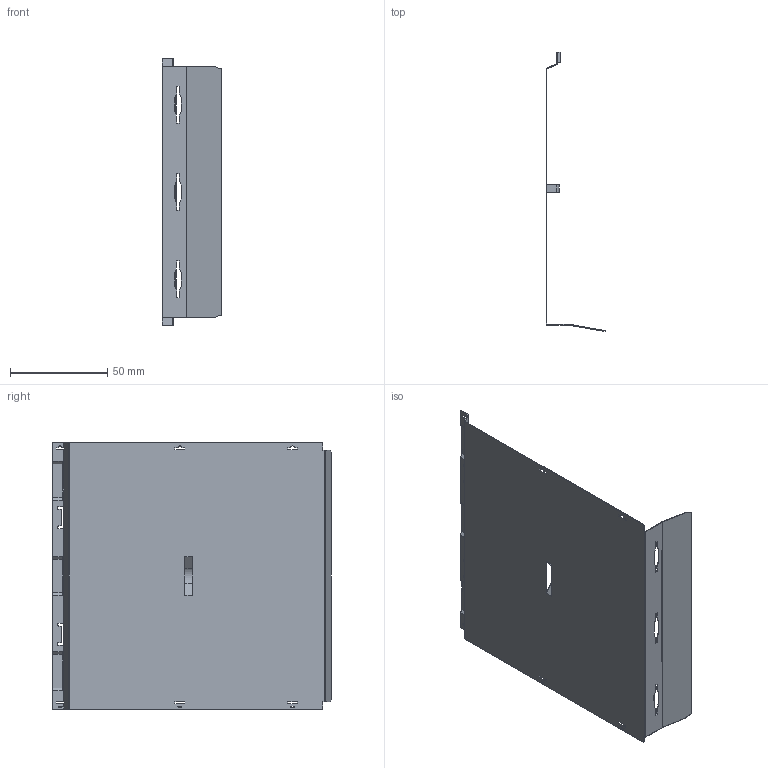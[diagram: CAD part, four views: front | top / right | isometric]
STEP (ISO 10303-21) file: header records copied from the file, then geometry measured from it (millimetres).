
FILE_DESCRIPTION((''),'2;1');
FILE_NAME('KT-3210_REFLECTION_PLATE_1','2018-12-05T',('tkl'),(''),'PRO/ENGINEER BY PARAMETRIC TECHNOLOGY CORPORATION, 2015070','PRO/ENGINEER BY PARAMETRIC TECHNOLOGY CORPORATION, 2015070','');
FILE_SCHEMA(('CONFIG_CONTROL_DESIGN'));
Length unit declared in the file: millimetre
Products named in the file (1): KT-3210_REFLECTION_PLATE_1
Bounding box: 30.69 x 143.5 x 137 mm (x, y, z)
Volume: 7083.5 mm3; surface area: 47274.9 mm2
Topology: 1 solids, 1 shells, 151 faces, 485 edges, 324 vertices
Faces by surface type: plane 130, cylinder 21
Entity records: 5407 total; most frequent: ORIENTED_EDGE 970, CARTESIAN_POINT 960, DIRECTION 845, EDGE_CURVE 485, VECTOR 427, LINE 427, VERTEX_POINT 324, AXIS2_PLACEMENT_3D 209
